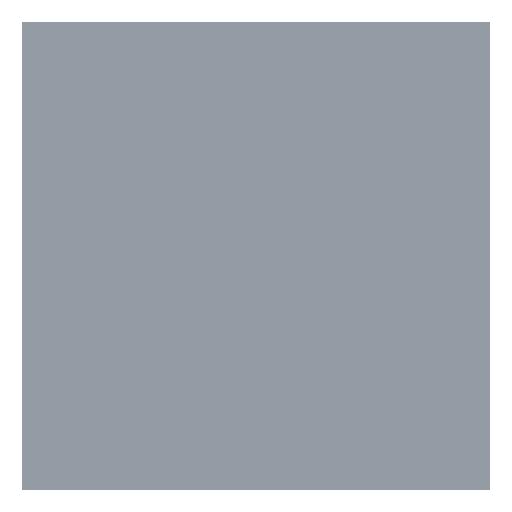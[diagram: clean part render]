
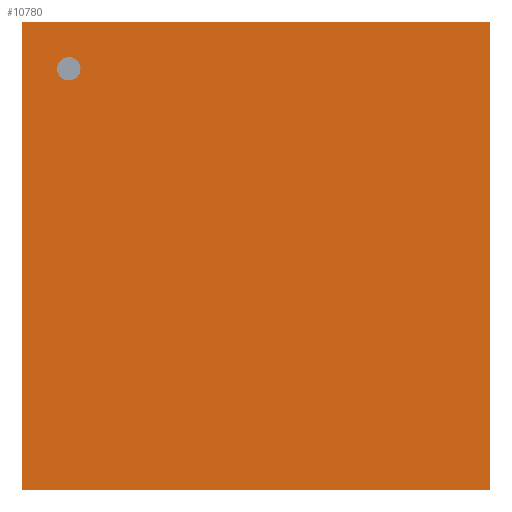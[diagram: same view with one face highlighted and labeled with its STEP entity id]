
A CAD part, top view. The second image highlights one B-rep face of the part: STEP entity #10780.
In plain terms, the highlighted planar face has unit normal (0, 0, 1).
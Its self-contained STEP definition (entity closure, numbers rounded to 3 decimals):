
#10556=CARTESIAN_POINT('',(17.501,-17.501,3.099));
#10555=VERTEX_POINT('',#10556);
#10566=CARTESIAN_POINT('',(-17.501,-17.501,3.099));
#10565=VERTEX_POINT('',#10566);
#10564=EDGE_CURVE('',#10565,#10555,#10569,.T.);
#10569=LINE('',#10566,#10571);
#10571=VECTOR('',#10572,35.001);
#10572=DIRECTION('',(1.0,0.0,0.0));
#10605=CARTESIAN_POINT('',(17.501,17.501,3.099));
#10604=VERTEX_POINT('',#10605);
#10613=EDGE_CURVE('',#10555,#10604,#10618,.T.);
#10618=LINE('',#10556,#10620);
#10620=VECTOR('',#10621,35.001);
#10621=DIRECTION('',(0.0,1.0,0.0));
#10654=CARTESIAN_POINT('',(-17.501,17.501,3.099));
#10653=VERTEX_POINT('',#10654);
#10662=EDGE_CURVE('',#10604,#10653,#10667,.T.);
#10667=LINE('',#10605,#10669);
#10669=VECTOR('',#10670,35.001);
#10670=DIRECTION('',(-1.0,0.0,0.0));
#10711=EDGE_CURVE('',#10653,#10565,#10716,.T.);
#10716=LINE('',#10654,#10718);
#10718=VECTOR('',#10719,35.001);
#10719=DIRECTION('',(0.0,-1.0,0.0));
#10780=ADVANCED_FACE('',(#10786),#10781,.T.);
#10781=PLANE('',#10782);
#10782=AXIS2_PLACEMENT_3D('',#10783,#10784,#10785);
#10783=CARTESIAN_POINT('',(-17.501,-17.501,3.099));
#10784=DIRECTION('',(0.0,0.0,1.0));
#10785=DIRECTION('',(0.,1.,0.));
#10786=FACE_OUTER_BOUND('',#10787,.T.);
#10787=EDGE_LOOP('',(#10788,#10798,#10808,#10818));
#10788=ORIENTED_EDGE('',*,*,#10564,.T.);
#10798=ORIENTED_EDGE('',*,*,#10613,.T.);
#10808=ORIENTED_EDGE('',*,*,#10662,.T.);
#10818=ORIENTED_EDGE('',*,*,#10711,.T.);
